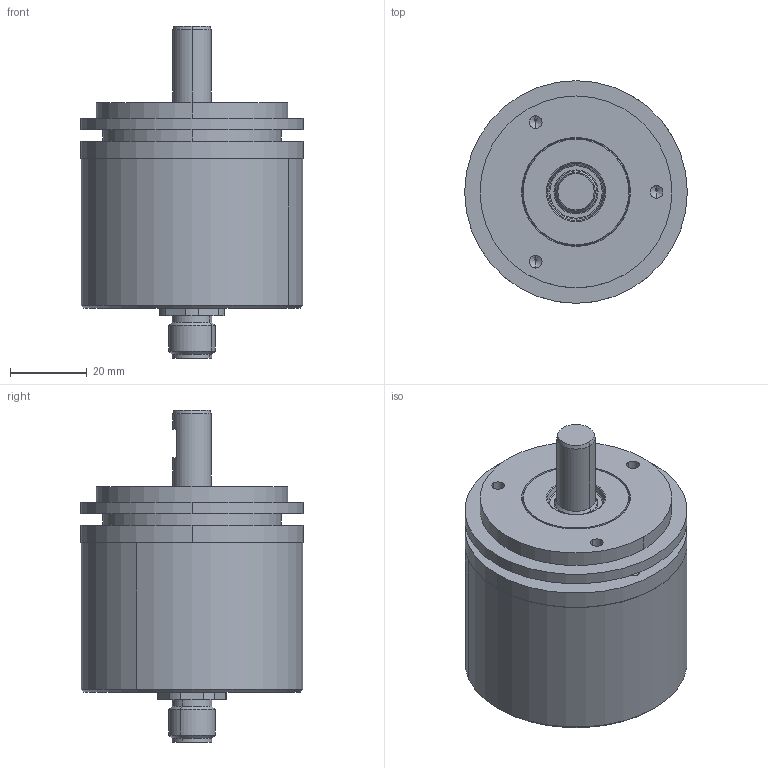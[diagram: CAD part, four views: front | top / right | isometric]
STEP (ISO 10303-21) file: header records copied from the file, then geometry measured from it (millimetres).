
FILE_DESCRIPTION((''),'2;1');
FILE_NAME('591105','2010-11-10T',('se2802'),(''),'PRO/ENGINEER BY PARAMETRIC TECHNOLOGY CORPORATION, 2010180','PRO/ENGINEER BY PARAMETRIC TECHNOLOGY CORPORATION, 2010180','');
FILE_SCHEMA(('CONFIG_CONTROL_DESIGN'));
Length unit declared in the file: millimetre
Products named in the file (1): 591105
Bounding box: 58 x 58 x 86.5 mm (x, y, z)
Volume: 136088.5 mm3; surface area: 20495.4 mm2
Topology: 1 solids, 2 shells, 830 faces, 2237 edges, 1483 vertices
Faces by surface type: extrusion 324, plane 270, cylinder 180, cone 28, torus 22, sphere 6
Entity records: 30188 total; most frequent: CARTESIAN_POINT 10441, ORIENTED_EDGE 4462, DIRECTION 3239, EDGE_CURVE 2231, VERTEX_POINT 1483, VECTOR 1259, B_SPLINE_CURVE_WITH_KNOTS 1136, AXIS2_PLACEMENT_3D 990
